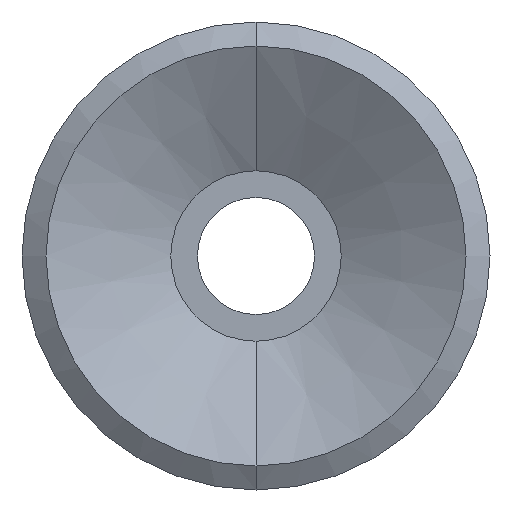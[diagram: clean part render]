
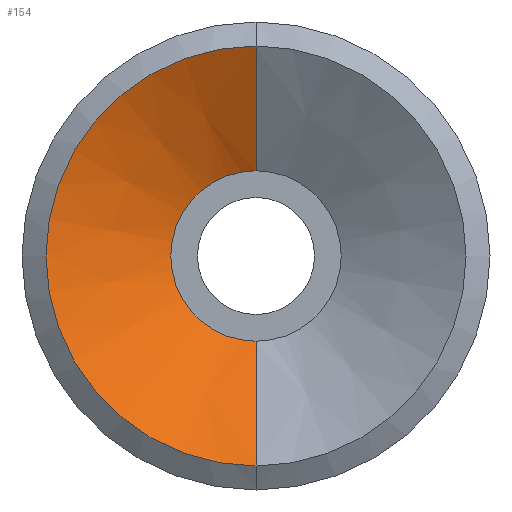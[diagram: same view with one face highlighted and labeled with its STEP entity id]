
A CAD part, front view. The second image highlights one B-rep face of the part: STEP entity #154.
In plain terms, the highlighted conical face has half-angle 61.062 degrees and reference radius 2.84 mm.
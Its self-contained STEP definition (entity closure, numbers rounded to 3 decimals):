
#154=ADVANCED_FACE('',(#385),#386,.F.);
#385=FACE_OUTER_BOUND('',#695,.T.);
#386=CONICAL_SURFACE('',#696,2.84,1.066);
#695=EDGE_LOOP('',(#4235,#4236,#4237,#4238));
#696=AXIS2_PLACEMENT_3D('',#4239,#4240,#4241);
#4235=ORIENTED_EDGE('',*,*,#4937,.T.);
#4236=ORIENTED_EDGE('',*,*,#4938,.T.);
#4237=ORIENTED_EDGE('',*,*,#4939,.F.);
#4238=ORIENTED_EDGE('',*,*,#4940,.F.);
#4239=CARTESIAN_POINT('',(0.0,-16.7,0.0));
#4240=DIRECTION('',(0.0,-1.0,-0.0));
#4241=DIRECTION('',(0.0,0.0,-1.0));
#4937=EDGE_CURVE('',#5321,#5322,#5323,.T.);
#4938=EDGE_CURVE('',#5322,#5315,#5324,.T.);
#4939=EDGE_CURVE('',#5316,#5315,#5325,.T.);
#4940=EDGE_CURVE('',#5321,#5316,#5326,.T.);
#5315=VERTEX_POINT('',#6187);
#5316=VERTEX_POINT('',#6188);
#5321=VERTEX_POINT('',#6195);
#5322=VERTEX_POINT('',#6196);
#5323=CIRCLE('',#6197,2.84);
#5324=LINE('',#6198,#6199);
#5325=CIRCLE('',#6200,7.);
#5326=LINE('',#6201,#6202);
#6187=CARTESIAN_POINT('',(0.,-19.0,7.));
#6188=CARTESIAN_POINT('',(0.0,-19.0,-7.));
#6195=CARTESIAN_POINT('',(0.,-16.7,-2.84));
#6196=CARTESIAN_POINT('',(0.0,-16.7,2.84));
#6197=AXIS2_PLACEMENT_3D('',#7629,#7630,#7631);
#6198=CARTESIAN_POINT('',(0.,-16.7,2.84));
#6199=VECTOR('',#7632,1000.0);
#6200=AXIS2_PLACEMENT_3D('',#7633,#7634,#7635);
#6201=CARTESIAN_POINT('',(0.0,-16.7,-2.84));
#6202=VECTOR('',#7636,1000.0);
#7629=CARTESIAN_POINT('',(0.0,-16.7,0.0));
#7630=DIRECTION('',(0.0,1.0,0.0));
#7631=DIRECTION('',(0.0,0.0,1.0));
#7632=DIRECTION('',(0.,-0.484,0.875));
#7633=CARTESIAN_POINT('',(0.0,-19.0,0.0));
#7634=DIRECTION('',(0.0,1.0,0.0));
#7635=DIRECTION('',(0.0,0.0,1.0));
#7636=DIRECTION('',(0.0,-0.484,-0.875));
